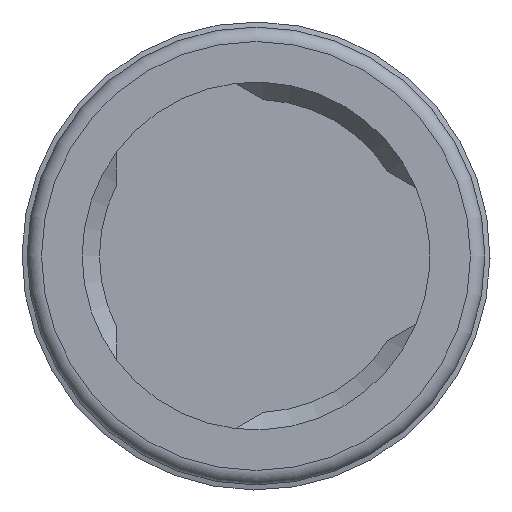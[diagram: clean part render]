
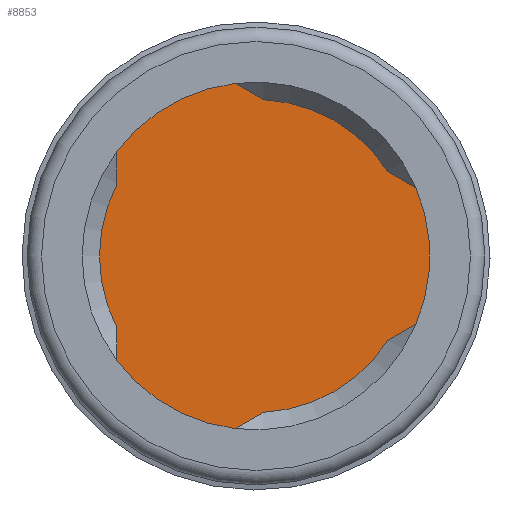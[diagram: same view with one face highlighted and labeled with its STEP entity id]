
A CAD part, left-side view. The second image highlights one B-rep face of the part: STEP entity #8853.
In plain terms, the highlighted planar face has unit normal (-1, 0, 0).
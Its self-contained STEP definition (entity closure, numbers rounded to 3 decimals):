
#188=PLANE('',#9253);
#1459=FACE_OUTER_BOUND('',#1966,.T.);
#1966=EDGE_LOOP('',(#7513,#7514));
#3103=CIRCLE('',#9254,6.15);
#3104=CIRCLE('',#9255,6.15);
#3930=VERTEX_POINT('',#63934);
#3931=VERTEX_POINT('',#63935);
#5150=EDGE_CURVE('',#3930,#3931,#3103,.T.);
#5151=EDGE_CURVE('',#3931,#3930,#3104,.T.);
#7513=ORIENTED_EDGE('',*,*,#5150,.T.);
#7514=ORIENTED_EDGE('',*,*,#5151,.T.);
#8853=ADVANCED_FACE('',(#1459),#188,.T.);
#9253=AXIS2_PLACEMENT_3D('',#63933,#10454,#10455);
#9254=AXIS2_PLACEMENT_3D('',#63936,#10456,#10457);
#9255=AXIS2_PLACEMENT_3D('',#63937,#10458,#10459);
#10454=DIRECTION('center_axis',(-1.,0.,0.));
#10455=DIRECTION('ref_axis',(0.,0.,1.));
#10456=DIRECTION('center_axis',(-1.,0.,0.));
#10457=DIRECTION('ref_axis',(0.,-1.,0.));
#10458=DIRECTION('center_axis',(-1.,0.,0.));
#10459=DIRECTION('ref_axis',(0.,-1.,0.));
#63933=CARTESIAN_POINT('Origin',(10.,-5.475,0.));
#63934=CARTESIAN_POINT('',(10.,-6.15,0.));
#63935=CARTESIAN_POINT('',(10.,6.15,0.));
#63936=CARTESIAN_POINT('Origin',(10.,0.,0.));
#63937=CARTESIAN_POINT('Origin',(10.,0.,0.));
